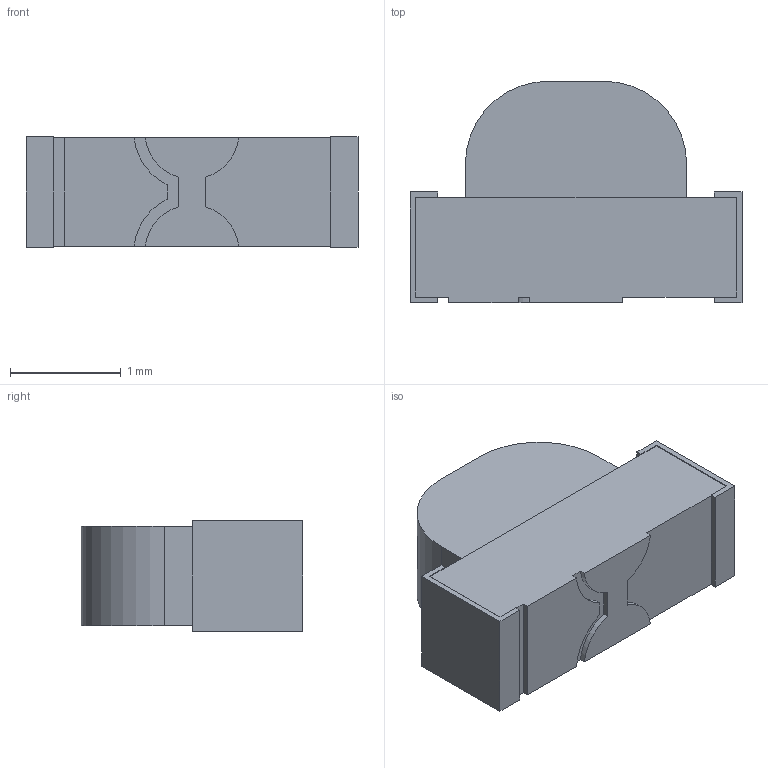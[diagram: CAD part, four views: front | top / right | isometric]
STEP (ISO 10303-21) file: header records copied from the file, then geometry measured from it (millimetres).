
FILE_DESCRIPTION (( 'STEP AP214' ), '1' );
FILE_NAME ('021CAC40-C5B4-4563-89D3-0EB7F6C9204E.STEP', '2009-03-03T07:19:44', ( 'sysAdmin' ), ( 'SolidWorks' ), 'SwSTEP 2.0', 'SolidWorks 2009', '' );
FILE_SCHEMA (( 'AUTOMOTIVE_DESIGN' ));
Length unit declared in the file: millimetre
Products named in the file (1): 021CAC40-C5B4-4563-89D3-0EB7F6C9204E
Bounding box: 3 x 2 x 0.99 mm (x, y, z)
Volume: 4.4 mm3; surface area: 22.6 mm2
Topology: 2 solids, 2 shells, 52 faces, 136 edges, 88 vertices
Faces by surface type: plane 44, cylinder 8
Entity records: 1747 total; most frequent: CARTESIAN_POINT 277, ORIENTED_EDGE 272, DIRECTION 258, EDGE_CURVE 136, LINE 120, VECTOR 120, VERTEX_POINT 88, AXIS2_PLACEMENT_3D 69
